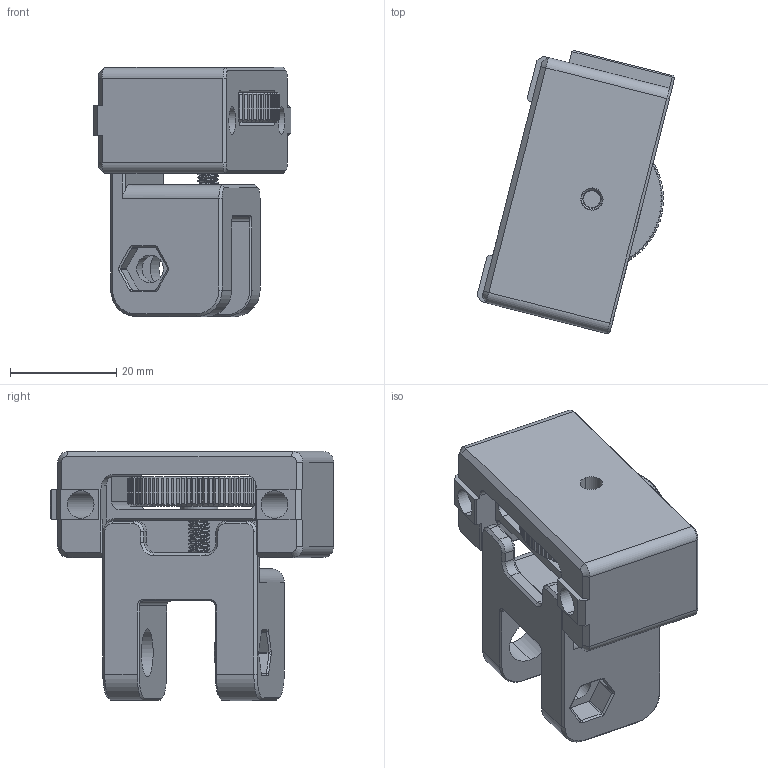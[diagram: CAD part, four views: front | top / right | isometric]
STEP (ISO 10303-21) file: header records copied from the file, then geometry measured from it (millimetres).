
FILE_DESCRIPTION (( 'STEP AP214' ), '1' );
FILE_NAME ('蚾饜极1.STEP', '2022-07-27T03:53:33', ( 'Windows User' ), ( 'P R C' ), 'SwSTEP 2.0', 'SolidWorks 2022', '' );
FILE_SCHEMA (( 'AUTOMOTIVE_DESIGN' ));
Length unit declared in the file: millimetre
Products named in the file (7): tensioner; wheel; square nuts--product grade c gb_GB_SPECIAL_TYPE12 M4-N; bracket; M4x16外六角螺栓; 4x7x2石墨尼龙平垫圈_5*8; 装配体1
Assembly tree (6 placements, depth 2):
  装配体1
    wheel
    bracket
    tensioner
    M4x16外六角螺栓
    4x7x2石墨尼龙平垫圈_5*8
    square nuts--product grade c gb_GB_SPECIAL_TYPE12 M4-N
Bounding box: 37.25 x 53.38 x 46.96 mm (x, y, z)
Volume: 26157.6 mm3; surface area: 14706.3 mm2
Topology: 6 solids, 6 shells, 777 faces, 1978 edges, 1215 vertices
Faces by surface type: plane 311, cone 221, cylinder 218, bspline 13, torus 8, sphere 6
Entity records: 28475 total; most frequent: CARTESIAN_POINT 10067, ORIENTED_EDGE 3944, DIRECTION 3651, EDGE_CURVE 1972, AXIS2_PLACEMENT_3D 1364, VERTEX_POINT 1213, VECTOR 923, LINE 923
